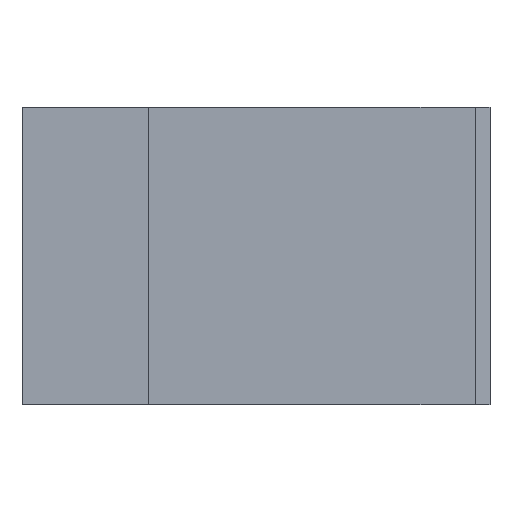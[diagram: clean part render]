
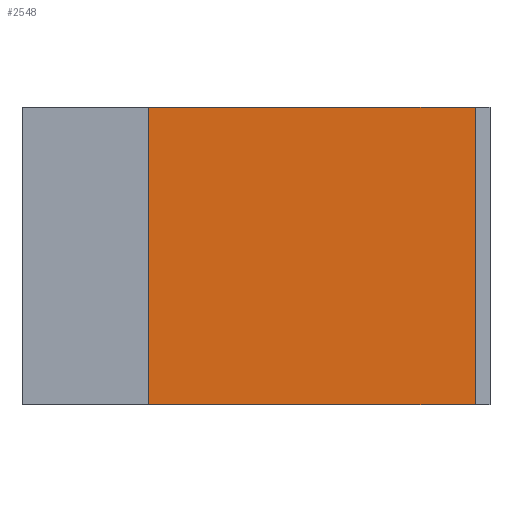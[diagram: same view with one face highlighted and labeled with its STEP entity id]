
A CAD part, left-side view. The second image highlights one B-rep face of the part: STEP entity #2548.
In plain terms, the highlighted planar face has unit normal (-1, 0, 0).
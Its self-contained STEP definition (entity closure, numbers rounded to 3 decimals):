
#173=PLANE('',#2780);
#287=FACE_OUTER_BOUND('',#457,.T.);
#457=EDGE_LOOP('',(#2269,#2270,#2271,#2272));
#659=LINE('',#3989,#907);
#693=LINE('',#4221,#941);
#724=LINE('',#4487,#972);
#727=LINE('',#4508,#975);
#907=VECTOR('',#3114,10.);
#941=VECTOR('',#3250,10.);
#972=VECTOR('',#3397,10.);
#975=VECTOR('',#3422,10.);
#1201=VERTEX_POINT('',#3986);
#1202=VERTEX_POINT('',#3988);
#1261=VERTEX_POINT('',#4219);
#1306=VERTEX_POINT('',#4486);
#1501=EDGE_CURVE('',#1202,#1201,#659,.T.);
#1575=EDGE_CURVE('',#1261,#1201,#693,.T.);
#1642=EDGE_CURVE('',#1306,#1202,#724,.T.);
#1655=EDGE_CURVE('',#1261,#1306,#727,.T.);
#2269=ORIENTED_EDGE('',*,*,#1575,.F.);
#2270=ORIENTED_EDGE('',*,*,#1655,.T.);
#2271=ORIENTED_EDGE('',*,*,#1642,.T.);
#2272=ORIENTED_EDGE('',*,*,#1501,.T.);
#2548=ADVANCED_FACE('',(#287),#173,.T.);
#2780=AXIS2_PLACEMENT_3D('',#4507,#3420,#3421);
#3114=DIRECTION('',(0.,-1.,0.));
#3250=DIRECTION('',(0.,0.,-1.));
#3397=DIRECTION('',(0.,0.,-1.));
#3420=DIRECTION('center_axis',(-1.,0.,0.));
#3421=DIRECTION('ref_axis',(0.,0.,-1.));
#3422=DIRECTION('',(0.,1.,0.));
#3986=CARTESIAN_POINT('',(-43.,-5.,-20.));
#3988=CARTESIAN_POINT('',(-43.,39.,-20.));
#3989=CARTESIAN_POINT('',(-43.,0.,-20.));
#4219=CARTESIAN_POINT('',(-43.,-5.,20.));
#4221=CARTESIAN_POINT('',(-43.,-5.,10.));
#4486=CARTESIAN_POINT('',(-43.,39.,20.));
#4487=CARTESIAN_POINT('',(-43.,39.,10.));
#4507=CARTESIAN_POINT('Origin',(-43.,0.,20.));
#4508=CARTESIAN_POINT('',(-43.,0.,20.));
